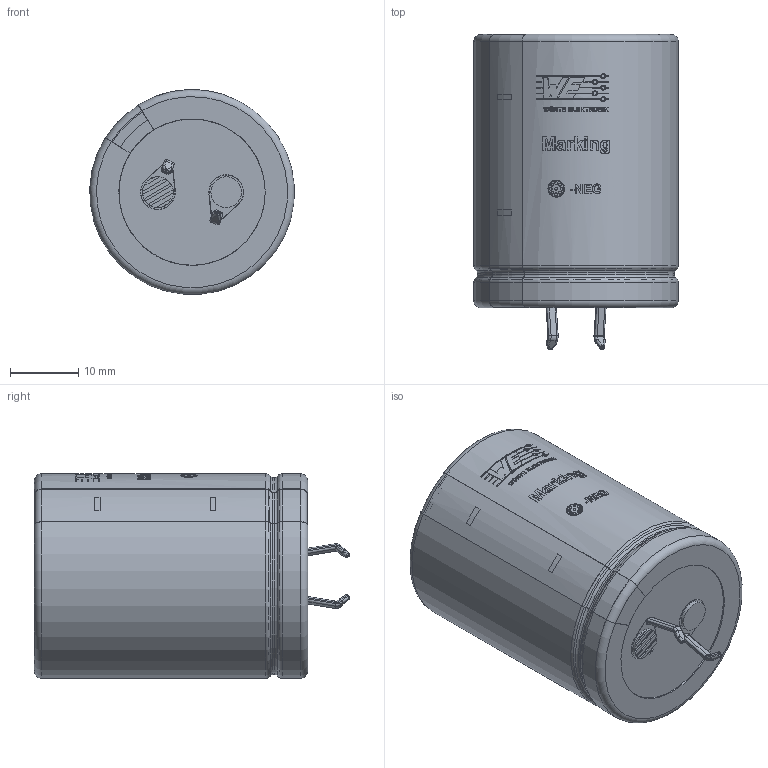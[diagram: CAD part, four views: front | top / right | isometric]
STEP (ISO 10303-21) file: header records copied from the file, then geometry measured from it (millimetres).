
FILE_DESCRIPTION( ( 'Unknown' ), '1' );
FILE_NAME( '30x40.stp', 'Unknown', ( 'Unknown' ), ( 'Unknown' ), 'PSStep 21.0.46', 'Unknown', ' ' );
FILE_SCHEMA( ( 'AUTOMOTIVE_DESIGN { 1 0 10303 214 1 1 1 1 }' ) );
Length unit declared in the file: millimetre
Products named in the file (1): 1
Bounding box: 29.95 x 46.14 x 29.96 mm (x, y, z)
Volume: 27539.3 mm3; surface area: 14753.8 mm2
Topology: 1 solids, 2 shells, 600 faces, 1506 edges, 968 vertices
Faces by surface type: plane 309, cylinder 124, bspline 120, torus 31, sphere 16
Full cylindrical faces by diameter (mm): 4.5 x2, 21.429 x1, 22.286 x1, 24.857 x1, 28.286 x1, 29.58 x2, 29.6 x2
Entity records: 25198 total; most frequent: CARTESIAN_POINT 8539, ORIENTED_EDGE 2914, DIRECTION 1554, EDGE_CURVE 1457, B_SPLINE_CURVE_WITH_KNOTS 1047, VERTEX_POINT 962, EDGE_LOOP 701, AXIS2_PLACEMENT_3D 663
